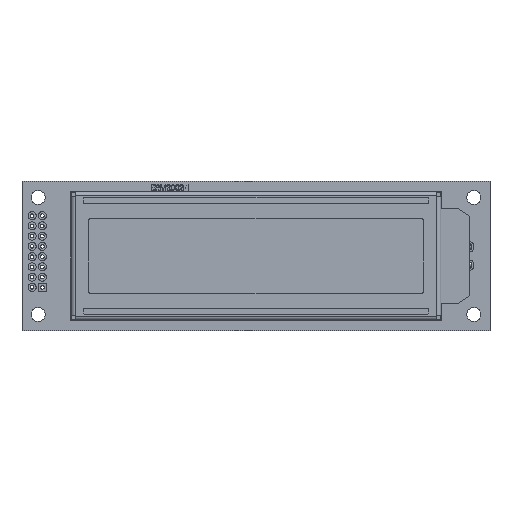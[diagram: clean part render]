
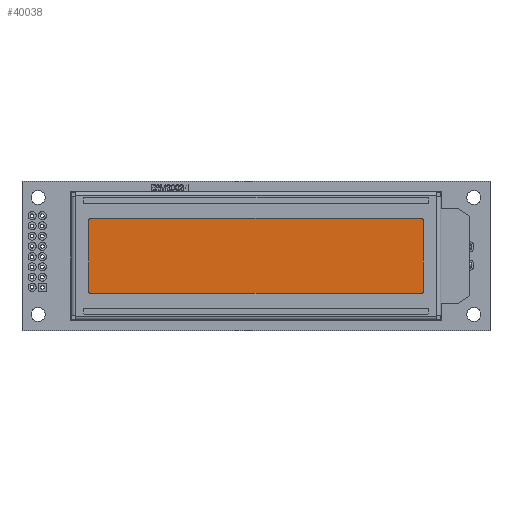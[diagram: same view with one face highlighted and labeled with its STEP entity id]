
A CAD part, top view. The second image highlights one B-rep face of the part: STEP entity #40038.
In plain terms, the highlighted planar face has unit normal (0, 0, 1).
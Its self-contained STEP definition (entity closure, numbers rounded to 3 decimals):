
#6021=FACE_OUTER_BOUND('',#8280,.T.);
#8280=EDGE_LOOP('',(#36730,#36731,#36732,#36733));
#12141=LINE('',#70545,#16058);
#12144=LINE('',#70551,#16061);
#12147=LINE('',#70557,#16064);
#12149=LINE('',#70560,#16066);
#16058=VECTOR('',#54016,1.);
#16061=VECTOR('',#54021,1.);
#16064=VECTOR('',#54026,1.);
#16066=VECTOR('',#54030,1.);
#20640=VERTEX_POINT('',#70539);
#20642=VERTEX_POINT('',#70543);
#20644=VERTEX_POINT('',#70549);
#20646=VERTEX_POINT('',#70555);
#26643=EDGE_CURVE('',#20640,#20642,#12141,.T.);
#26646=EDGE_CURVE('',#20642,#20644,#12144,.T.);
#26649=EDGE_CURVE('',#20644,#20646,#12147,.T.);
#26651=EDGE_CURVE('',#20646,#20640,#12149,.T.);
#36730=ORIENTED_EDGE('',*,*,#26643,.T.);
#36731=ORIENTED_EDGE('',*,*,#26646,.T.);
#36732=ORIENTED_EDGE('',*,*,#26649,.T.);
#36733=ORIENTED_EDGE('',*,*,#26651,.T.);
#38210=PLANE('',#44174);
#40038=ADVANCED_FACE('',(#6021),#38210,.T.);
#44174=AXIS2_PLACEMENT_3D('',#70562,#54033,#54034);
#54016=DIRECTION('',(0.,-1.,0.));
#54021=DIRECTION('',(1.,0.,0.));
#54026=DIRECTION('',(0.,1.,0.));
#54030=DIRECTION('',(-1.,0.,0.));
#54033=DIRECTION('center_axis',(0.,0.,1.));
#54034=DIRECTION('ref_axis',(1.,0.,0.));
#70539=CARTESIAN_POINT('',(-44.45,14.5,1.));
#70543=CARTESIAN_POINT('',(-44.45,-14.5,1.));
#70545=CARTESIAN_POINT('',(-44.45,14.5,1.));
#70549=CARTESIAN_POINT('',(44.45,-14.5,1.));
#70551=CARTESIAN_POINT('',(-44.45,-14.5,1.));
#70555=CARTESIAN_POINT('',(44.45,14.5,1.));
#70557=CARTESIAN_POINT('',(44.45,-14.5,1.));
#70560=CARTESIAN_POINT('',(44.45,14.5,1.));
#70562=CARTESIAN_POINT('Origin',(0.,0.,1.));
